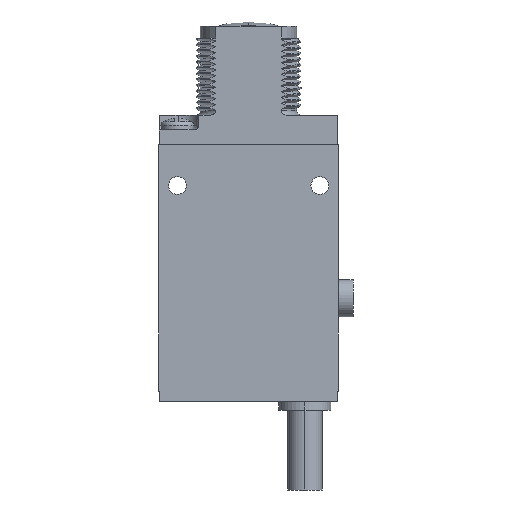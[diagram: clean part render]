
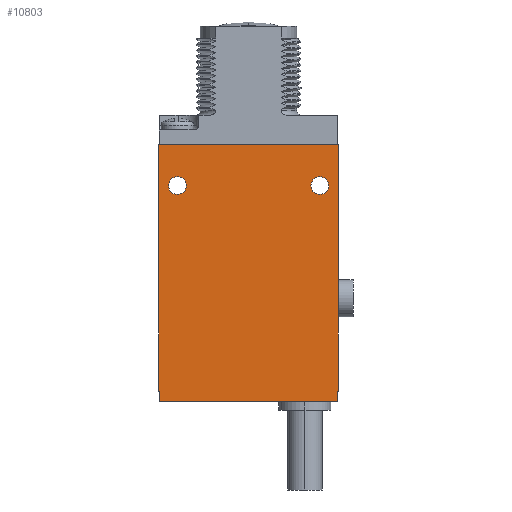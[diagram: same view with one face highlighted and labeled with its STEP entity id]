
A CAD part, left-side view. The second image highlights one B-rep face of the part: STEP entity #10803.
In plain terms, the highlighted planar face has unit normal (-1, 0, 0).
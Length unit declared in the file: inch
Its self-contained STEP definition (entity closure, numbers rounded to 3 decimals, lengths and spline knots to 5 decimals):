
#1256=DIRECTION('',(0.,1.,0.));
#1257=VECTOR('',#1256,1.2);
#1258=CARTESIAN_POINT('',(-0.236,-0.6,-1.73));
#1259=LINE('',#1258,#1257);
#1302=DIRECTION('',(0.,1.,0.));
#1303=VECTOR('',#1302,0.005);
#1304=CARTESIAN_POINT('',(-0.236,-0.605,-1.66));
#1305=LINE('',#1304,#1303);
#1306=DIRECTION('',(0.,0.,-1.));
#1307=VECTOR('',#1306,0.07);
#1308=CARTESIAN_POINT('',(-0.236,-0.6,-1.66));
#1309=LINE('',#1308,#1307);
#1310=DIRECTION('',(0.,1.,0.));
#1311=VECTOR('',#1310,0.005);
#1312=CARTESIAN_POINT('',(-0.236,0.6,-1.66));
#1313=LINE('',#1312,#1311);
#1314=DIRECTION('',(0.,0.,1.));
#1315=VECTOR('',#1314,1.66);
#1316=CARTESIAN_POINT('',(-0.236,0.605,-1.66));
#1317=LINE('',#1316,#1315);
#1318=DIRECTION('',(0.,-1.,0.));
#1319=VECTOR('',#1318,0.003);
#1320=CARTESIAN_POINT('',(-0.236,0.605,0.));
#1321=LINE('',#1320,#1319);
#1322=DIRECTION('',(0.,1.,0.));
#1323=VECTOR('',#1322,1.204);
#1324=CARTESIAN_POINT('',(-0.236,-0.602,0.));
#1325=LINE('',#1324,#1323);
#1326=DIRECTION('',(0.,-1.,0.));
#1327=VECTOR('',#1326,0.003);
#1328=CARTESIAN_POINT('',(-0.236,-0.602,0.));
#1329=LINE('',#1328,#1327);
#1330=DIRECTION('',(0.,0.,-1.));
#1331=VECTOR('',#1330,1.66);
#1332=CARTESIAN_POINT('',(-0.236,-0.605,0.));
#1333=LINE('',#1332,#1331);
#1334=CARTESIAN_POINT('',(-0.236,0.48,-0.275));
#1335=DIRECTION('',(1.,0.,0.));
#1336=DIRECTION('',(0.,0.,-1.));
#1337=AXIS2_PLACEMENT_3D('',#1334,#1335,#1336);
#1339=CARTESIAN_POINT('',(-0.236,0.48,-0.275));
#1340=DIRECTION('',(1.,0.,0.));
#1341=DIRECTION('',(0.,0.,1.));
#1342=AXIS2_PLACEMENT_3D('',#1339,#1340,#1341);
#1344=CARTESIAN_POINT('',(-0.236,-0.48,-0.275));
#1345=DIRECTION('',(1.,0.,0.));
#1346=DIRECTION('',(0.,0.,-1.));
#1347=AXIS2_PLACEMENT_3D('',#1344,#1345,#1346);
#1349=CARTESIAN_POINT('',(-0.236,-0.48,-0.275));
#1350=DIRECTION('',(1.,0.,0.));
#1351=DIRECTION('',(0.,0.,1.));
#1352=AXIS2_PLACEMENT_3D('',#1349,#1350,#1351);
#1354=DIRECTION('',(0.,0.,-1.));
#1355=VECTOR('',#1354,0.07);
#1356=CARTESIAN_POINT('',(-0.236,0.6,-1.66));
#1357=LINE('',#1356,#1355);
#7692=CARTESIAN_POINT('',(-0.236,-0.605,0.));
#7693=CARTESIAN_POINT('',(-0.236,-0.605,-1.66));
#7694=VERTEX_POINT('',#7692);
#7695=VERTEX_POINT('',#7693);
#7696=CARTESIAN_POINT('',(-0.236,0.605,-1.66));
#7697=CARTESIAN_POINT('',(-0.236,0.605,0.));
#7698=VERTEX_POINT('',#7696);
#7699=VERTEX_POINT('',#7697);
#7716=CARTESIAN_POINT('',(-0.236,0.48,-0.335));
#7717=CARTESIAN_POINT('',(-0.236,0.48,-0.215));
#7718=VERTEX_POINT('',#7716);
#7719=VERTEX_POINT('',#7717);
#7720=CARTESIAN_POINT('',(-0.236,-0.48,-0.335));
#7721=CARTESIAN_POINT('',(-0.236,-0.48,-0.215));
#7722=VERTEX_POINT('',#7720);
#7723=VERTEX_POINT('',#7721);
#8382=CARTESIAN_POINT('',(-0.236,-0.602,0.));
#8383=CARTESIAN_POINT('',(-0.236,0.602,0.));
#8384=VERTEX_POINT('',#8382);
#8385=VERTEX_POINT('',#8383);
#8603=CARTESIAN_POINT('',(-0.236,-0.6,-1.73));
#8605=VERTEX_POINT('',#8603);
#8606=CARTESIAN_POINT('',(-0.236,0.6,-1.73));
#8607=VERTEX_POINT('',#8606);
#8964=CARTESIAN_POINT('',(-0.236,-0.6,-1.66));
#8966=VERTEX_POINT('',#8964);
#8968=CARTESIAN_POINT('',(-0.236,0.6,-1.66));
#8970=VERTEX_POINT('',#8968);
#10767=CARTESIAN_POINT('',(-0.236,-0.605,0.));
#10768=DIRECTION('',(1.,0.,0.));
#10769=DIRECTION('',(0.,0.,-1.));
#10770=AXIS2_PLACEMENT_3D('',#10767,#10768,#10769);
#10771=PLANE('',#10770);
#10772=ORIENTED_EDGE('',*,*,#10758,.T.);
#10773=ORIENTED_EDGE('',*,*,#10747,.T.);
#10774=ORIENTED_EDGE('',*,*,#10715,.T.);
#10776=ORIENTED_EDGE('',*,*,#10775,.F.);
#10778=ORIENTED_EDGE('',*,*,#10777,.T.);
#10780=ORIENTED_EDGE('',*,*,#10779,.T.);
#10782=ORIENTED_EDGE('',*,*,#10781,.T.);
#10784=ORIENTED_EDGE('',*,*,#10783,.F.);
#10786=ORIENTED_EDGE('',*,*,#10785,.T.);
#10788=ORIENTED_EDGE('',*,*,#10787,.T.);
#10789=EDGE_LOOP('',(#10772,#10773,#10774,#10776,#10778,#10780,#10782,#10784,
#10786,#10788));
#10790=FACE_OUTER_BOUND('',#10789,.F.);
#10792=ORIENTED_EDGE('',*,*,#10791,.F.);
#10794=ORIENTED_EDGE('',*,*,#10793,.F.);
#10795=EDGE_LOOP('',(#10792,#10794));
#10796=FACE_BOUND('',#10795,.F.);
#10798=ORIENTED_EDGE('',*,*,#10797,.F.);
#10800=ORIENTED_EDGE('',*,*,#10799,.F.);
#10801=EDGE_LOOP('',(#10798,#10800));
#10802=FACE_BOUND('',#10801,.F.);
#10803=ADVANCED_FACE('',(#10790,#10796,#10802),#10771,.F.);
#1338=CIRCLE('',#1337,0.06);
#1343=CIRCLE('',#1342,0.06);
#1348=CIRCLE('',#1347,0.06);
#1353=CIRCLE('',#1352,0.06);
#10715=EDGE_CURVE('',#8605,#8607,#1259,.T.);
#10747=EDGE_CURVE('',#8966,#8605,#1309,.T.);
#10758=EDGE_CURVE('',#7695,#8966,#1305,.T.);
#10775=EDGE_CURVE('',#8970,#8607,#1357,.T.);
#10777=EDGE_CURVE('',#8970,#7698,#1313,.T.);
#10779=EDGE_CURVE('',#7698,#7699,#1317,.T.);
#10781=EDGE_CURVE('',#7699,#8385,#1321,.T.);
#10783=EDGE_CURVE('',#8384,#8385,#1325,.T.);
#10785=EDGE_CURVE('',#8384,#7694,#1329,.T.);
#10787=EDGE_CURVE('',#7694,#7695,#1333,.T.);
#10791=EDGE_CURVE('',#7718,#7719,#1338,.T.);
#10793=EDGE_CURVE('',#7719,#7718,#1343,.T.);
#10797=EDGE_CURVE('',#7722,#7723,#1348,.T.);
#10799=EDGE_CURVE('',#7723,#7722,#1353,.T.);
